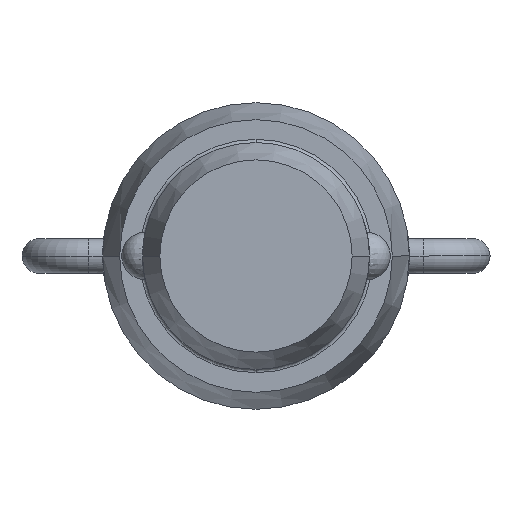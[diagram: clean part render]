
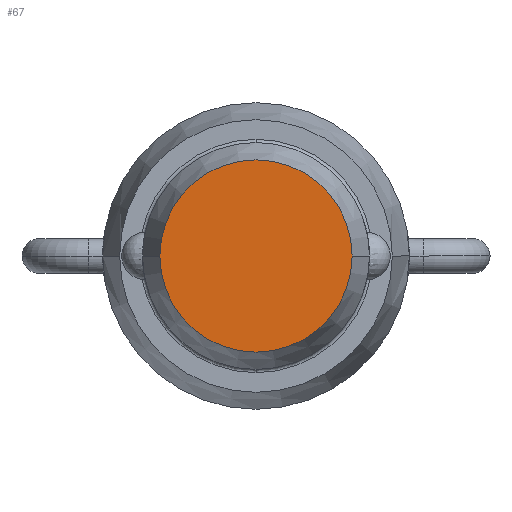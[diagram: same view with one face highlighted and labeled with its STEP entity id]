
A CAD part, front view. The second image highlights one B-rep face of the part: STEP entity #67.
In plain terms, the highlighted planar face has unit normal (0, -1, 0).
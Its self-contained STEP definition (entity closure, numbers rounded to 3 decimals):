
#67=ADVANCED_FACE('',(#167),#168,.T.);
#167=FACE_OUTER_BOUND('',#300,.T.);
#168=PLANE('',#301);
#300=EDGE_LOOP('',(#432,#433));
#301=AXIS2_PLACEMENT_3D('',#434,#435,#436);
#432=ORIENTED_EDGE('',*,*,#795,.T.);
#433=ORIENTED_EDGE('',*,*,#796,.T.);
#434=CARTESIAN_POINT('',(-3.572,-106.934,0.0));
#435=DIRECTION('',(0.,-1.0,0.0));
#436=DIRECTION('',(1.0,0.,0.0));
#795=EDGE_CURVE('',#941,#942,#943,.T.);
#796=EDGE_CURVE('',#942,#941,#944,.T.);
#941=VERTEX_POINT('',#1148);
#942=VERTEX_POINT('',#1149);
#943=CIRCLE('',#1150,6.052);
#944=CIRCLE('',#1151,6.052);
#1148=CARTESIAN_POINT('',(-6.052,-106.934,0.0));
#1149=CARTESIAN_POINT('',(6.052,-106.934,0.));
#1150=AXIS2_PLACEMENT_3D('',#1549,#1550,#1551);
#1151=AXIS2_PLACEMENT_3D('',#1552,#1553,#1554);
#1549=CARTESIAN_POINT('',(0.0,-106.934,0.0));
#1550=DIRECTION('',(0.,-1.0,0.0));
#1551=DIRECTION('',(-1.0,0.,0.0));
#1552=CARTESIAN_POINT('',(0.0,-106.934,0.0));
#1553=DIRECTION('',(0.,-1.0,0.0));
#1554=DIRECTION('',(-1.0,0.,0.0));
